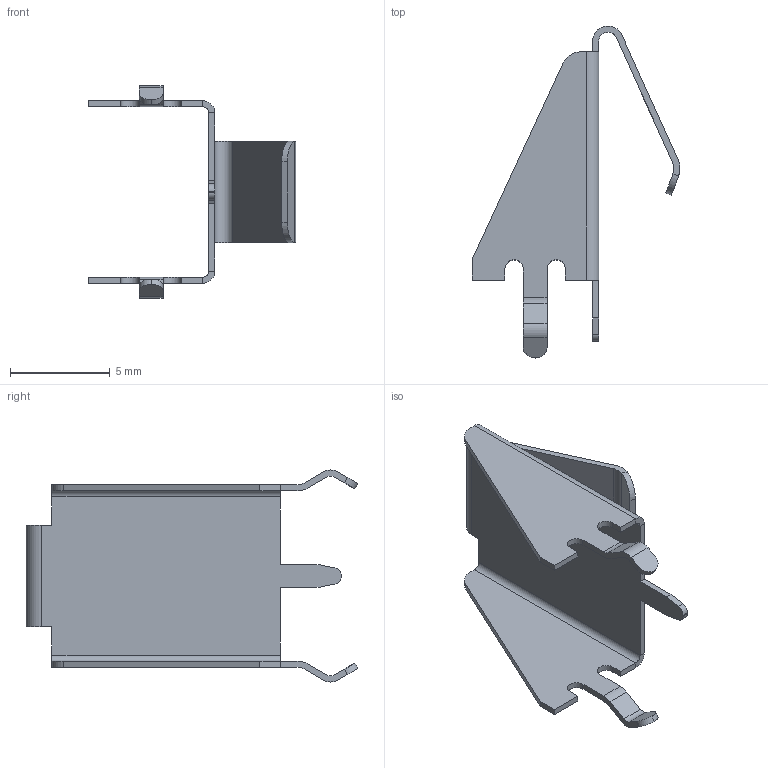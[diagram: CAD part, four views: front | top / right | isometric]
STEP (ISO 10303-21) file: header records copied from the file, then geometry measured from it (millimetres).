
FILE_DESCRIPTION (( 'STEP AP214' ), '1' );
FILE_NAME ('590.STEP', '2008-01-08T19:44:21', ( 'Richard Maletta' ), ( '' ), 'SwSTEP 2.0', 'SolidWorks 2008', '' );
FILE_SCHEMA (( 'AUTOMOTIVE_DESIGN' ));
Length unit declared in the file: inch
Products named in the file (1): 590
Bounding box: 10.41 x 16.61 x 10.62 mm (x, y, z)
Volume: 76.7 mm3; surface area: 535.2 mm2
Topology: 1 solids, 1 shells, 82 faces, 224 edges, 144 vertices
Faces by surface type: plane 52, cylinder 30
Entity records: 1897 total; most frequent: ORIENTED_EDGE 448, CARTESIAN_POINT 254, EDGE_CURVE 224, LINE 148, VERTEX_POINT 144, AXIS2_PLACEMENT_3D 116, DIRECTION 111, EDGE_LOOP 82
